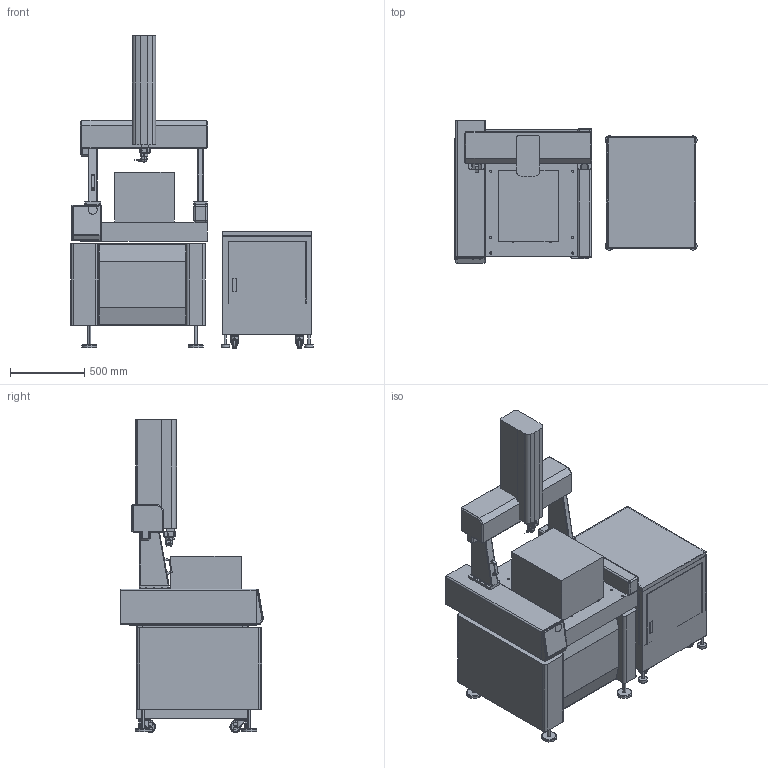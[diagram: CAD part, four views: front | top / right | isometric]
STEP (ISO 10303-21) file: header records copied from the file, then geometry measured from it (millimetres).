
FILE_DESCRIPTION (( 'STEP AP203' ), '1' );
FILE_NAME ('HMM430_Updated_Assembly.STEP', '2025-01-29T21:46:42', ( '' ), ( '' ), 'SwSTEP 2.0', 'SolidWorks 2023', '' );
FILE_SCHEMA (( 'CONFIG_CONTROL_DESIGN' ));
Length unit declared in the file: inch
Products named in the file (11): Granite_Extender; MH20iProbe; Yolk; Granite; Yolk_Connector; Columns_WayCover_Bridge; CMM_Base_Defeat; Vertical_Column; HMM430_Updated_Assembly; Work Envelope; CMM Electrical Cabinet
Assembly tree (10 placements, depth 2):
  HMM430_Updated_Assembly
    CMM_Base_Defeat
    Granite
    Columns_WayCover_Bridge
    Vertical_Column
    Yolk
    Yolk_Connector
    Granite_Extender
    CMM Electrical Cabinet
    Work Envelope
    MH20iProbe
Bounding box: 1628.1 x 959.57 x 2101.61 mm (x, y, z)
Volume: 954934421.3 mm3; surface area: 15373921.8 mm2
Topology: 14 solids, 37 shells, 1646 faces, 4176 edges, 2663 vertices
Faces by surface type: plane 749, cylinder 691, cone 76, torus 60, bspline 43, sphere 27
Entity records: 52898 total; most frequent: CARTESIAN_POINT 11216, DIRECTION 8678, ORIENTED_EDGE 8240, EDGE_CURVE 4120, AXIS2_PLACEMENT_3D 3165, VERTEX_POINT 2654, LINE 2348, VECTOR 2348
